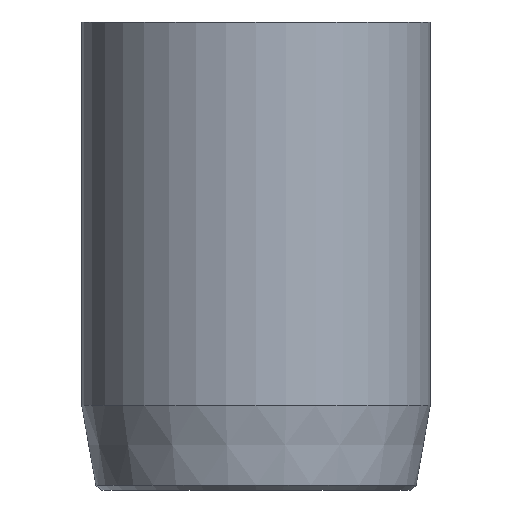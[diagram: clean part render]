
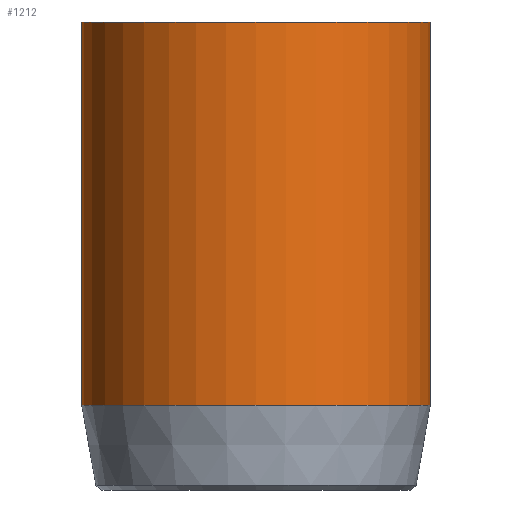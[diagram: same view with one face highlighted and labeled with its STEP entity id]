
A CAD part, front view. The second image highlights one B-rep face of the part: STEP entity #1212.
In plain terms, the highlighted cylindrical face has radius 1.75 mm (diameter 3.5 mm), a full revolution.
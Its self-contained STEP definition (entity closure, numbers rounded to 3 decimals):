
#148=CYLINDRICAL_SURFACE('',#1326,1.75);
#200=FACE_OUTER_BOUND('',#273,.T.);
#273=EDGE_LOOP('',(#1018,#1019,#1020,#1021,#1022));
#369=LINE('',#2181,#468);
#468=VECTOR('',#1506,1.75);
#510=CIRCLE('',#1324,1.75);
#511=CIRCLE('',#1325,1.75);
#512=CIRCLE('',#1327,1.75);
#605=VERTEX_POINT('',#2173);
#606=VERTEX_POINT('',#2174);
#607=VERTEX_POINT('',#2179);
#759=EDGE_CURVE('',#605,#606,#510,.T.);
#760=EDGE_CURVE('',#606,#605,#511,.T.);
#762=EDGE_CURVE('',#607,#607,#512,.T.);
#763=EDGE_CURVE('',#607,#605,#369,.T.);
#1018=ORIENTED_EDGE('',*,*,#762,.T.);
#1019=ORIENTED_EDGE('',*,*,#763,.T.);
#1020=ORIENTED_EDGE('',*,*,#759,.T.);
#1021=ORIENTED_EDGE('',*,*,#760,.T.);
#1022=ORIENTED_EDGE('',*,*,#763,.F.);
#1212=ADVANCED_FACE('',(#200),#148,.T.);
#1324=AXIS2_PLACEMENT_3D('',#2175,#1497,#1498);
#1325=AXIS2_PLACEMENT_3D('',#2176,#1499,#1500);
#1326=AXIS2_PLACEMENT_3D('',#2178,#1502,#1503);
#1327=AXIS2_PLACEMENT_3D('',#2180,#1504,#1505);
#1497=DIRECTION('center_axis',(0.,0.,1.));
#1498=DIRECTION('ref_axis',(-1.,0.,0.));
#1499=DIRECTION('center_axis',(0.,0.,1.));
#1500=DIRECTION('ref_axis',(-1.,0.,0.));
#1502=DIRECTION('center_axis',(0.,0.,1.));
#1503=DIRECTION('ref_axis',(-1.,0.,0.));
#1504=DIRECTION('center_axis',(0.,0.,-1.));
#1505=DIRECTION('ref_axis',(-1.,0.,0.));
#1506=DIRECTION('',(0.,0.,-1.));
#2173=CARTESIAN_POINT('',(1.75,0.,0.851));
#2174=CARTESIAN_POINT('',(-1.75,0.,0.851));
#2175=CARTESIAN_POINT('Origin',(0.,0.,0.851));
#2176=CARTESIAN_POINT('Origin',(0.,0.,0.851));
#2178=CARTESIAN_POINT('Origin',(0.,0.,0.));
#2179=CARTESIAN_POINT('',(1.75,0.,4.7));
#2180=CARTESIAN_POINT('Origin',(0.,0.,4.7));
#2181=CARTESIAN_POINT('',(1.75,0.,0.));
